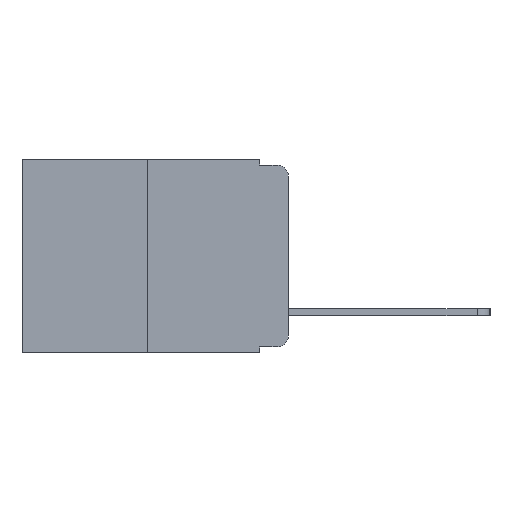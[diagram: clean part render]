
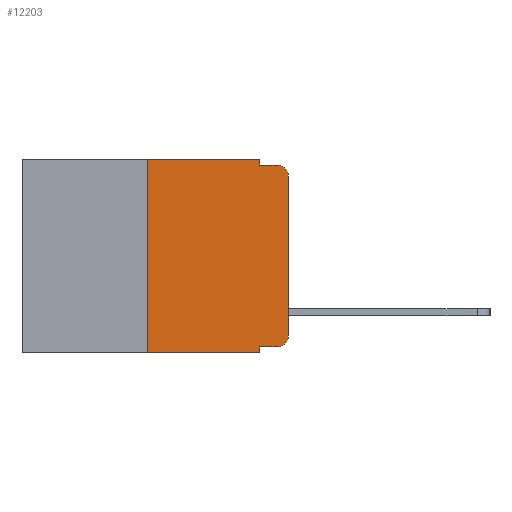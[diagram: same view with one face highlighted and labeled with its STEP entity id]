
A CAD part, left-side view. The second image highlights one B-rep face of the part: STEP entity #12203.
In plain terms, the highlighted planar face has unit normal (-1, 0, 0).
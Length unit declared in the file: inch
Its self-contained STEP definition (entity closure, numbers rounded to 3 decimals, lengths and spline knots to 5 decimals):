
#50 = DIRECTION ( 'NONE',  ( 0., 0., -1. ) ) ;
#87 = CARTESIAN_POINT ( 'NONE',  ( 0., 0.051, 0. ) ) ;
#766 = LINE ( 'NONE', #3967, #5240 ) ;
#963 = DIRECTION ( 'NONE',  ( 0., -1., 0. ) ) ;
#973 = CARTESIAN_POINT ( 'NONE',  ( 0., 0.25, 0. ) ) ;
#1067 = ORIENTED_EDGE ( 'NONE', *, *, #12816, .F. ) ;
#1406 = ORIENTED_EDGE ( 'NONE', *, *, #1958, .F. ) ;
#1725 = VERTEX_POINT ( 'NONE', #7556 ) ;
#1958 = EDGE_CURVE ( 'NONE', #1725, #12513, #19206, .T. ) ;
#2793 = ORIENTED_EDGE ( 'NONE', *, *, #19092, .T. ) ;
#2837 = EDGE_CURVE ( 'NONE', #21710, #3486, #23458, .T. ) ;
#3010 = DIRECTION ( 'NONE',  ( -1., 0., 0. ) ) ;
#3233 = DIRECTION ( 'NONE',  ( 0., 0., -1. ) ) ;
#3486 = VERTEX_POINT ( 'NONE', #15633 ) ;
#3494 = ORIENTED_EDGE ( 'NONE', *, *, #9702, .F. ) ;
#3773 = VECTOR ( 'NONE', #12222, 39.37008 ) ;
#3828 = VECTOR ( 'NONE', #13311, 39.37008 ) ;
#3967 = CARTESIAN_POINT ( 'NONE',  ( 0., 0.473, -0.343 ) ) ;
#4049 = ORIENTED_EDGE ( 'NONE', *, *, #17757, .F. ) ;
#4786 = VERTEX_POINT ( 'NONE', #15076 ) ;
#5240 = VECTOR ( 'NONE', #9606, 39.37008 ) ;
#5781 = DIRECTION ( 'NONE',  ( -1., 0., 0. ) ) ;
#6380 = VERTEX_POINT ( 'NONE', #19753 ) ;
#6802 = CARTESIAN_POINT ( 'NONE',  ( 0., 0.051, -0.01 ) ) ;
#7257 = FACE_OUTER_BOUND ( 'NONE', #15266, .T. ) ;
#7556 = CARTESIAN_POINT ( 'NONE',  ( 0., 0.25, 0. ) ) ;
#8013 = ORIENTED_EDGE ( 'NONE', *, *, #2837, .F. ) ;
#8099 = VECTOR ( 'NONE', #14003, 39.37008 ) ;
#8329 = VECTOR ( 'NONE', #12467, 39.37008 ) ;
#8801 = EDGE_CURVE ( 'NONE', #14193, #4786, #23411, .T. ) ;
#8839 = EDGE_CURVE ( 'NONE', #17355, #14193, #17948, .T. ) ;
#8923 = DIRECTION ( 'NONE',  ( 0., -1., 0. ) ) ;
#9004 = AXIS2_PLACEMENT_3D ( 'NONE', #23518, #14370, #3233 ) ;
#9606 = DIRECTION ( 'NONE',  ( 0., -1., 0. ) ) ;
#9702 = EDGE_CURVE ( 'NONE', #18265, #6380, #18491, .T. ) ;
#10911 = CARTESIAN_POINT ( 'NONE',  ( 0., 0.473, 0. ) ) ;
#11215 = EDGE_CURVE ( 'NONE', #17489, #3486, #766, .T. ) ;
#11340 = CARTESIAN_POINT ( 'NONE',  ( 0., 0.051, 0. ) ) ;
#11812 = ORIENTED_EDGE ( 'NONE', *, *, #11215, .T. ) ;
#12141 = CARTESIAN_POINT ( 'NONE',  ( 0., 0., 0. ) ) ;
#12203 = ADVANCED_FACE ( 'NONE', ( #7257 ), #21719, .F. ) ;
#12222 = DIRECTION ( 'NONE',  ( 0., 0., 1. ) ) ;
#12467 = DIRECTION ( 'NONE',  ( 0., -1., 0. ) ) ;
#12513 = VERTEX_POINT ( 'NONE', #87 ) ;
#12767 = VECTOR ( 'NONE', #50, 39.37008 ) ;
#12816 = EDGE_CURVE ( 'NONE', #17489, #1725, #12948, .T. ) ;
#12948 = LINE ( 'NONE', #973, #8099 ) ;
#13009 = VECTOR ( 'NONE', #963, 39.37008 ) ;
#13233 = AXIS2_PLACEMENT_3D ( 'NONE', #14152, #3010, #16006 ) ;
#13311 = DIRECTION ( 'NONE',  ( 0., 0., -1. ) ) ;
#13973 = CARTESIAN_POINT ( 'NONE',  ( 0., 0.051, -0.333 ) ) ;
#14003 = DIRECTION ( 'NONE',  ( 0., 0., 1. ) ) ;
#14152 = CARTESIAN_POINT ( 'NONE',  ( 0., 0.02, -0.313 ) ) ;
#14193 = VERTEX_POINT ( 'NONE', #21776 ) ;
#14244 = CARTESIAN_POINT ( 'NONE',  ( 0., 0.25, -0.343 ) ) ;
#14370 = DIRECTION ( 'NONE',  ( 1., 0., 0. ) ) ;
#14701 = AXIS2_PLACEMENT_3D ( 'NONE', #16786, #5781, #18648 ) ;
#15076 = CARTESIAN_POINT ( 'NONE',  ( 0., 0., -0.03 ) ) ;
#15266 = EDGE_LOOP ( 'NONE', ( #17812, #2793, #3494, #4049, #1406, #1067, #11812, #8013, #17140, #15328 ) ) ;
#15328 = ORIENTED_EDGE ( 'NONE', *, *, #8839, .T. ) ;
#15622 = CARTESIAN_POINT ( 'NONE',  ( 0., 0.02, -0.333 ) ) ;
#15633 = CARTESIAN_POINT ( 'NONE',  ( 0., 0.051, -0.343 ) ) ;
#16006 = DIRECTION ( 'NONE',  ( 0., 0., -1. ) ) ;
#16502 = LINE ( 'NONE', #11340, #12767 ) ;
#16786 = CARTESIAN_POINT ( 'NONE',  ( 0., 0.02, -0.03 ) ) ;
#17140 = ORIENTED_EDGE ( 'NONE', *, *, #21177, .T. ) ;
#17355 = VERTEX_POINT ( 'NONE', #15622 ) ;
#17489 = VERTEX_POINT ( 'NONE', #14244 ) ;
#17757 = EDGE_CURVE ( 'NONE', #12513, #18265, #16502, .T. ) ;
#17812 = ORIENTED_EDGE ( 'NONE', *, *, #8801, .T. ) ;
#17948 = CIRCLE ( 'NONE', #13233, 0.02 ) ;
#18056 = VECTOR ( 'NONE', #8923, 39.37008 ) ;
#18265 = VERTEX_POINT ( 'NONE', #6802 ) ;
#18491 = LINE ( 'NONE', #23162, #13009 ) ;
#18648 = DIRECTION ( 'NONE',  ( 0., 0., -1. ) ) ;
#19092 = EDGE_CURVE ( 'NONE', #4786, #6380, #20219, .T. ) ;
#19206 = LINE ( 'NONE', #10911, #18056 ) ;
#19421 = CARTESIAN_POINT ( 'NONE',  ( 0., 0.051, 0. ) ) ;
#19753 = CARTESIAN_POINT ( 'NONE',  ( 0., 0.02, -0.01 ) ) ;
#20219 = CIRCLE ( 'NONE', #14701, 0.02 ) ;
#21177 = EDGE_CURVE ( 'NONE', #21710, #17355, #22404, .T. ) ;
#21710 = VERTEX_POINT ( 'NONE', #13973 ) ;
#21719 = PLANE ( 'NONE',  #9004 ) ;
#21776 = CARTESIAN_POINT ( 'NONE',  ( 0., 0., -0.313 ) ) ;
#22404 = LINE ( 'NONE', #23472, #8329 ) ;
#23162 = CARTESIAN_POINT ( 'NONE',  ( 0., 0.051, -0.01 ) ) ;
#23411 = LINE ( 'NONE', #12141, #3773 ) ;
#23458 = LINE ( 'NONE', #19421, #3828 ) ;
#23472 = CARTESIAN_POINT ( 'NONE',  ( 0., 0.051, -0.333 ) ) ;
#23518 = CARTESIAN_POINT ( 'NONE',  ( 0., 0.473, 0. ) ) ;
